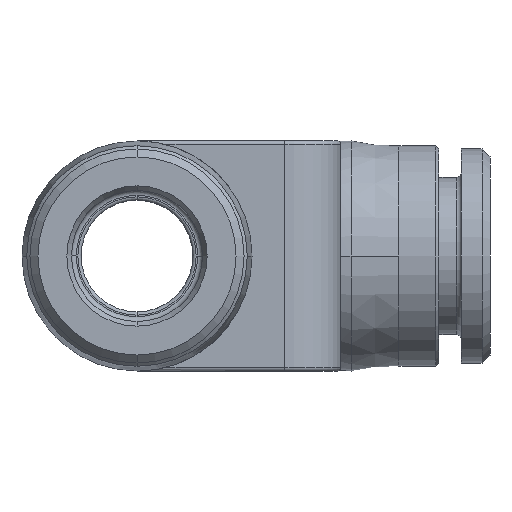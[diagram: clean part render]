
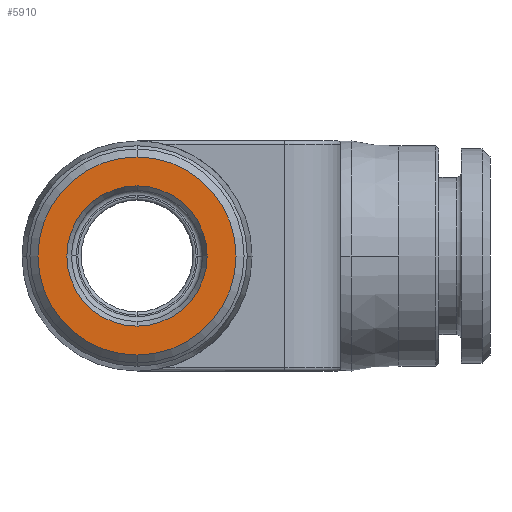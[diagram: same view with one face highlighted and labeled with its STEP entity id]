
A CAD part, left-side view. The second image highlights one B-rep face of the part: STEP entity #5910.
In plain terms, the highlighted planar face has unit normal (-1, 0, 0).
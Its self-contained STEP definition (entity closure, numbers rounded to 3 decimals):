
#1762=CARTESIAN_POINT('',(-22.1,0.,0.));
#1763=DIRECTION('',(1.,0.,0.));
#1764=DIRECTION('',(0.,0.,-1.));
#1765=AXIS2_PLACEMENT_3D('',#1762,#1763,#1764);
#1767=CARTESIAN_POINT('',(-22.1,0.,0.));
#1768=DIRECTION('',(-1.,0.,0.));
#1769=DIRECTION('',(0.,0.,-1.));
#1770=AXIS2_PLACEMENT_3D('',#1767,#1768,#1769);
#1772=CARTESIAN_POINT('',(-22.1,0.,0.));
#1773=DIRECTION('',(-1.,0.,0.));
#1774=DIRECTION('',(0.,0.,-1.));
#1775=AXIS2_PLACEMENT_3D('',#1772,#1773,#1774);
#1785=CARTESIAN_POINT('',(-22.1,0.,0.));
#1786=DIRECTION('',(1.,0.,0.));
#1787=DIRECTION('',(0.,0.,-1.));
#1788=AXIS2_PLACEMENT_3D('',#1785,#1786,#1787);
#3829=CARTESIAN_POINT('',(-22.1,0.,-4.389));
#3831=VERTEX_POINT('',#3829);
#3832=CARTESIAN_POINT('',(-22.1,0.,-6.2));
#3834=VERTEX_POINT('',#3832);
#3839=CARTESIAN_POINT('',(-22.1,0.,4.389));
#3841=VERTEX_POINT('',#3839);
#3842=CARTESIAN_POINT('',(-22.1,0.,6.2));
#3844=VERTEX_POINT('',#3842);
#5895=CARTESIAN_POINT('',(-22.1,0.,0.));
#5896=DIRECTION('',(-1.,0.,0.));
#5897=DIRECTION('',(0.,0.,1.));
#5898=AXIS2_PLACEMENT_3D('',#5895,#5896,#5897);
#5899=PLANE('',#5898);
#5901=ORIENTED_EDGE('',*,*,#5900,.F.);
#5903=ORIENTED_EDGE('',*,*,#5902,.T.);
#5904=EDGE_LOOP('',(#5901,#5903));
#5905=FACE_OUTER_BOUND('',#5904,.F.);
#5906=ORIENTED_EDGE('',*,*,#5888,.F.);
#5907=ORIENTED_EDGE('',*,*,#5877,.T.);
#5908=EDGE_LOOP('',(#5906,#5907));
#5909=FACE_BOUND('',#5908,.F.);
#5910=ADVANCED_FACE('',(#5905,#5909),#5899,.T.);
#1766=CIRCLE('',#1765,4.389);
#1771=CIRCLE('',#1770,4.389);
#1776=CIRCLE('',#1775,6.2);
#1789=CIRCLE('',#1788,6.2);
#5877=EDGE_CURVE('',#3831,#3841,#1771,.T.);
#5888=EDGE_CURVE('',#3831,#3841,#1766,.T.);
#5900=EDGE_CURVE('',#3834,#3844,#1776,.T.);
#5902=EDGE_CURVE('',#3834,#3844,#1789,.T.);
